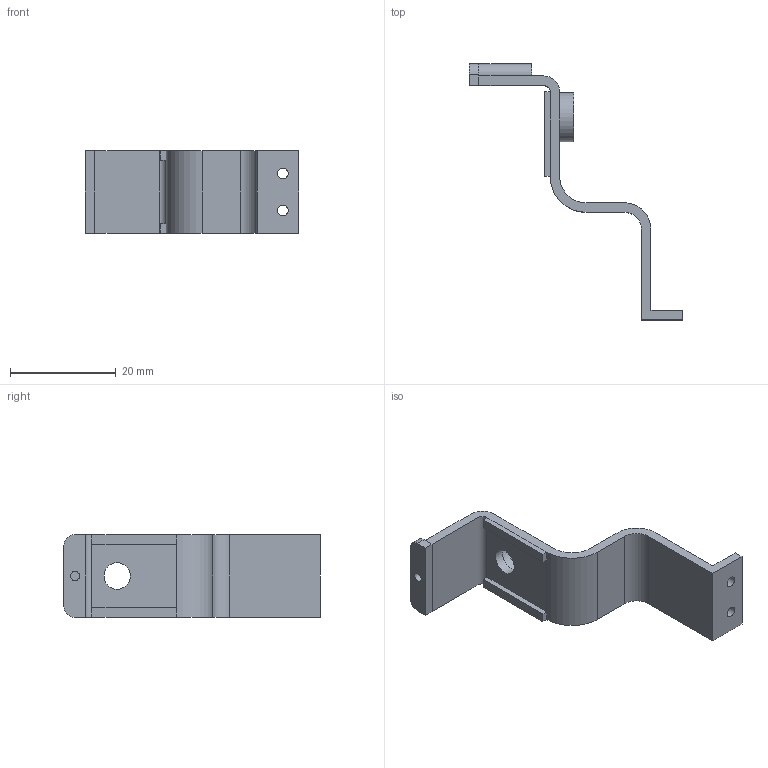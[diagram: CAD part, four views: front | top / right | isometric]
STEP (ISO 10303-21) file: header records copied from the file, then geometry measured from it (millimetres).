
FILE_DESCRIPTION(('FreeCAD Model'),'2;1');
FILE_NAME('bearing_holder.step','2015-06-17T00:19:51',( 'Author'),(''),'Open CASCADE STEP processor 6.8','FreeCAD','Unknown' );
FILE_SCHEMA(('AUTOMOTIVE_DESIGN_CC2 { 1 2 10303 214 -1 1 5 4 }'));
Length unit declared in the file: millimetre
Products named in the file (1): Pad004
Bounding box: 40.4 x 48.5 x 15.6 mm (x, y, z)
Volume: 2444.9 mm3; surface area: 3172.6 mm2
Topology: 1 solids, 1 shells, 50 faces, 121 edges, 76 vertices
Faces by surface type: plane 34, cylinder 15, cone 1
Full cylindrical faces by diameter (mm): 1.75 x1, 2 x2, 5 x1, 6.7 x1, 9.2 x1
Entity records: 3121 total; most frequent: CARTESIAN_POINT 636, DIRECTION 471, LINE 298, VECTOR 298, ORIENTED_EDGE 242, PCURVE 242, DEFINITIONAL_REPRESENTATION 242, EDGE_CURVE 121
